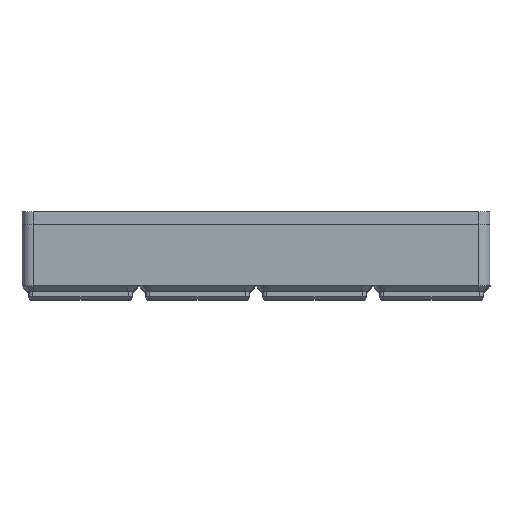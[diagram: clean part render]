
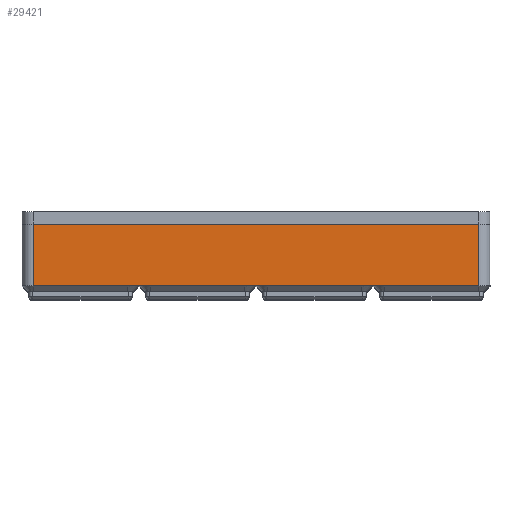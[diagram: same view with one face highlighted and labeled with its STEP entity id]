
A CAD part, top view. The second image highlights one B-rep face of the part: STEP entity #29421.
In plain terms, the highlighted planar face has unit normal (0, 0, 1).
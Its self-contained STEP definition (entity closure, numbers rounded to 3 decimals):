
#5016=FACE_OUTER_BOUND('',#7103,.T.);
#7103=EDGE_LOOP('',(#26666,#26667,#26668,#26669));
#9456=LINE('',#59232,#11816);
#9461=LINE('',#59245,#11821);
#9462=LINE('',#59248,#11822);
#9463=LINE('',#59249,#11823);
#11816=VECTOR('',#40629,10.);
#11821=VECTOR('',#40642,10.);
#11822=VECTOR('',#40645,10.);
#11823=VECTOR('',#40646,10.);
#14351=VERTEX_POINT('',#59229);
#14352=VERTEX_POINT('',#59231);
#14356=VERTEX_POINT('',#59243);
#14357=VERTEX_POINT('',#59247);
#18463=EDGE_CURVE('',#14351,#14352,#9456,.T.);
#18470=EDGE_CURVE('',#14356,#14352,#9461,.T.);
#18471=EDGE_CURVE('',#14357,#14356,#9462,.T.);
#18472=EDGE_CURVE('',#14357,#14351,#9463,.T.);
#26666=ORIENTED_EDGE('',*,*,#18471,.T.);
#26667=ORIENTED_EDGE('',*,*,#18470,.T.);
#26668=ORIENTED_EDGE('',*,*,#18463,.F.);
#26669=ORIENTED_EDGE('',*,*,#18472,.F.);
#27619=PLANE('',#32437);
#29421=ADVANCED_FACE('',(#5016),#27619,.T.);
#32437=AXIS2_PLACEMENT_3D('',#59246,#40643,#40644);
#40629=DIRECTION('',(1.,0.,0.));
#40642=DIRECTION('',(0.,1.,0.));
#40643=DIRECTION('center_axis',(0.,0.,1.));
#40644=DIRECTION('ref_axis',(1.,0.,0.));
#40645=DIRECTION('',(1.,0.,0.));
#40646=DIRECTION('',(0.,1.,0.));
#59229=CARTESIAN_POINT('',(-164.,24.375,210.));
#59231=CARTESIAN_POINT('',(-4.,24.375,210.));
#59232=CARTESIAN_POINT('',(-164.,24.375,210.));
#59243=CARTESIAN_POINT('',(-4.,2.15,210.));
#59245=CARTESIAN_POINT('',(-4.,2.15,210.));
#59246=CARTESIAN_POINT('Origin',(-164.,2.15,210.));
#59247=CARTESIAN_POINT('',(-164.,2.15,210.));
#59248=CARTESIAN_POINT('',(-164.,2.15,210.));
#59249=CARTESIAN_POINT('',(-164.,2.15,210.));
